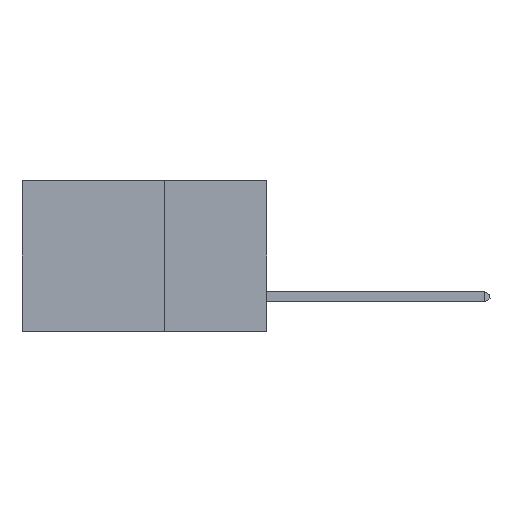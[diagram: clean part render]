
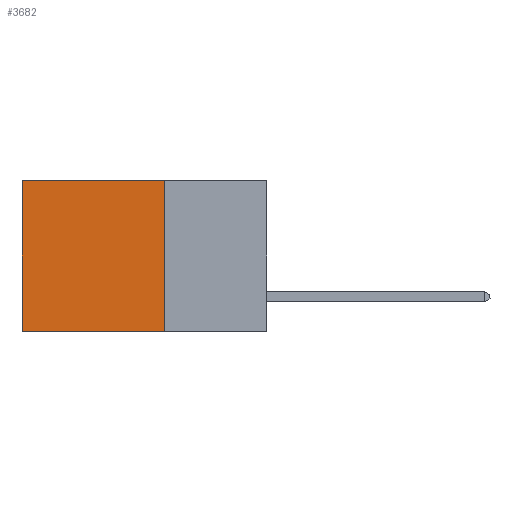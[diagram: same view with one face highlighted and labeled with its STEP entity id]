
A CAD part, left-side view. The second image highlights one B-rep face of the part: STEP entity #3682.
In plain terms, the highlighted planar face has unit normal (-1, 0, 0).
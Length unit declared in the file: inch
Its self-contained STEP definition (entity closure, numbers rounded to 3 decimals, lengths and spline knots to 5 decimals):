
#1307 = ORIENTED_EDGE ( 'NONE', *, *, #3370, .F. ) ;
#1579 = DIRECTION ( 'NONE',  ( 0., 0., -1. ) ) ;
#2524 = VERTEX_POINT ( 'NONE', #34336 ) ;
#2889 = EDGE_CURVE ( 'NONE', #4923, #21281, #22232, .T. ) ;
#3370 = EDGE_CURVE ( 'NONE', #2524, #29971, #29410, .T. ) ;
#3682 = ADVANCED_FACE ( 'NONE', ( #20084 ), #34226, .F. ) ;
#4923 = VERTEX_POINT ( 'NONE', #31523 ) ;
#6788 = VECTOR ( 'NONE', #8516, 39.37008 ) ;
#7440 = AXIS2_PLACEMENT_3D ( 'NONE', #15451, #18199, #1579 ) ;
#8516 = DIRECTION ( 'NONE',  ( 0., 1., 0. ) ) ;
#8826 = EDGE_CURVE ( 'NONE', #21281, #29971, #21378, .T. ) ;
#8944 = DIRECTION ( 'NONE',  ( 0., 0., -1. ) ) ;
#9044 = CARTESIAN_POINT ( 'NONE',  ( 0.2875, 0.25, 0. ) ) ;
#10890 = LINE ( 'NONE', #21829, #23763 ) ;
#12197 = CARTESIAN_POINT ( 'NONE',  ( 0.2875, 0.6, 0. ) ) ;
#13870 = ORIENTED_EDGE ( 'NONE', *, *, #2889, .T. ) ;
#15451 = CARTESIAN_POINT ( 'NONE',  ( 0.2875, 0.25, 0. ) ) ;
#17110 = EDGE_CURVE ( 'NONE', #4923, #2524, #10890, .T. ) ;
#18199 = DIRECTION ( 'NONE',  ( 1., 0., 0. ) ) ;
#19480 = CARTESIAN_POINT ( 'NONE',  ( 0.2875, 0.25, -0.37 ) ) ;
#19863 = CARTESIAN_POINT ( 'NONE',  ( 0.2875, 0.6, -0.37 ) ) ;
#20084 = FACE_OUTER_BOUND ( 'NONE', #31369, .T. ) ;
#21281 = VERTEX_POINT ( 'NONE', #12197 ) ;
#21378 = LINE ( 'NONE', #30712, #27731 ) ;
#21437 = ORIENTED_EDGE ( 'NONE', *, *, #17110, .F. ) ;
#21829 = CARTESIAN_POINT ( 'NONE',  ( 0.2875, 0.25, 0. ) ) ;
#22229 = ORIENTED_EDGE ( 'NONE', *, *, #8826, .T. ) ;
#22232 = LINE ( 'NONE', #9044, #27750 ) ;
#23763 = VECTOR ( 'NONE', #29766, 39.37008 ) ;
#27731 = VECTOR ( 'NONE', #8944, 39.37008 ) ;
#27750 = VECTOR ( 'NONE', #30812, 39.37008 ) ;
#29410 = LINE ( 'NONE', #19480, #6788 ) ;
#29766 = DIRECTION ( 'NONE',  ( 0., 0., -1. ) ) ;
#29971 = VERTEX_POINT ( 'NONE', #19863 ) ;
#30712 = CARTESIAN_POINT ( 'NONE',  ( 0.2875, 0.6, 0. ) ) ;
#30812 = DIRECTION ( 'NONE',  ( 0., 1., 0. ) ) ;
#31369 = EDGE_LOOP ( 'NONE', ( #22229, #1307, #21437, #13870 ) ) ;
#31523 = CARTESIAN_POINT ( 'NONE',  ( 0.2875, 0.25, 0. ) ) ;
#34226 = PLANE ( 'NONE',  #7440 ) ;
#34336 = CARTESIAN_POINT ( 'NONE',  ( 0.2875, 0.25, -0.37 ) ) ;
